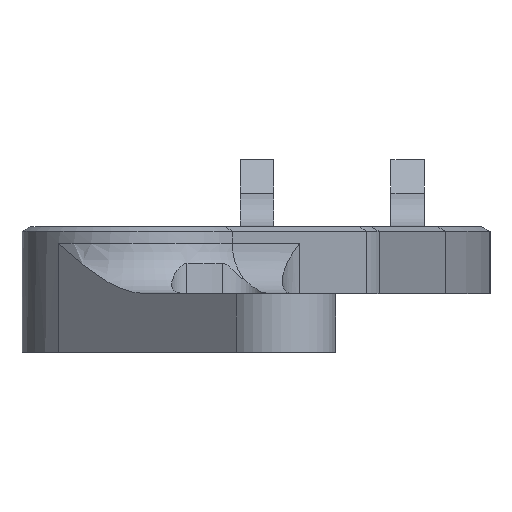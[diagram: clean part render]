
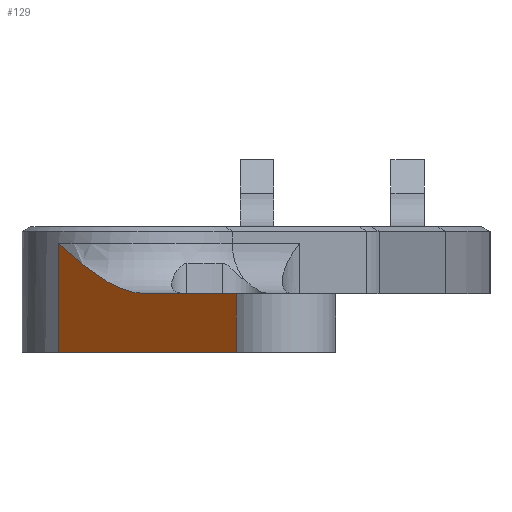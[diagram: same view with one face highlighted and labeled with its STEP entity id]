
A CAD part, left-side view. The second image highlights one B-rep face of the part: STEP entity #129.
In plain terms, the highlighted planar face has unit normal (-0.727, 0.687, 0).
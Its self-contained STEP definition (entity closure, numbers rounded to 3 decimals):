
#129=ADVANCED_FACE('',(#328),#329,.T.);
#328=FACE_OUTER_BOUND('',#621,.T.);
#329=PLANE('',#622);
#621=EDGE_LOOP('',(#908,#909,#910,#911,#912));
#622=AXIS2_PLACEMENT_3D('',#913,#914,#915);
#908=ORIENTED_EDGE('',*,*,#1759,.F.);
#909=ORIENTED_EDGE('',*,*,#1760,.T.);
#910=ORIENTED_EDGE('',*,*,#1761,.F.);
#911=ORIENTED_EDGE('',*,*,#1762,.T.);
#912=ORIENTED_EDGE('',*,*,#1763,.T.);
#913=CARTESIAN_POINT('',(966.263,1200.508,-7.0));
#914=DIRECTION('',(-0.727,0.687,0.0));
#915=DIRECTION('',(0.687,0.727,0.0));
#1759=EDGE_CURVE('',#2096,#2097,#2098,.T.);
#1760=EDGE_CURVE('',#2096,#2099,#2100,.T.);
#1761=EDGE_CURVE('',#2101,#2099,#2102,.T.);
#1762=EDGE_CURVE('',#2101,#2103,#2104,.T.);
#1763=EDGE_CURVE('',#2103,#2097,#2105,.T.);
#2096=VERTEX_POINT('',#2597);
#2097=VERTEX_POINT('',#2598);
#2098=LINE('',#2599,#2600);
#2099=VERTEX_POINT('',#2601);
#2100=B_SPLINE_CURVE_WITH_KNOTS('',3,(#2602,#2603,#2604,#2605,#2606,#2607,#2608,#2609,#2610,#2611,#2612,#2613,#2614,#2615,#2616,#2617),.UNSPECIFIED.,.F.,.F.,(4,2,2,2,2,2,2,4),(0.0,0.002,0.004,0.006,0.008,0.012,0.014,0.016),.UNSPECIFIED.);
#2101=VERTEX_POINT('',#2618);
#2102=LINE('',#2619,#2620);
#2103=VERTEX_POINT('',#2621);
#2104=LINE('',#2622,#2623);
#2105=LINE('',#2624,#2625);
#2597=CARTESIAN_POINT('',(956.451,1190.129,0.0));
#2598=CARTESIAN_POINT('',(946.223,1179.309,0.0));
#2599=CARTESIAN_POINT('',(966.263,1200.508,0.0));
#2600=VECTOR('',#3392,1.0);
#2601=CARTESIAN_POINT('',(966.263,1200.508,6.0));
#2602=CARTESIAN_POINT('',(956.451,1190.129,0.0));
#2603=CARTESIAN_POINT('',(956.908,1190.612,0.));
#2604=CARTESIAN_POINT('',(957.358,1191.088,0.056));
#2605=CARTESIAN_POINT('',(958.248,1192.03,0.254));
#2606=CARTESIAN_POINT('',(958.688,1192.496,0.397));
#2607=CARTESIAN_POINT('',(959.56,1193.418,0.755));
#2608=CARTESIAN_POINT('',(959.992,1193.874,0.97));
#2609=CARTESIAN_POINT('',(960.831,1194.762,1.449));
#2610=CARTESIAN_POINT('',(961.241,1195.196,1.713));
#2611=CARTESIAN_POINT('',(962.451,1196.476,2.564));
#2612=CARTESIAN_POINT('',(963.229,1197.299,3.208));
#2613=CARTESIAN_POINT('',(964.377,1198.513,4.227));
#2614=CARTESIAN_POINT('',(964.756,1198.914,4.577));
#2615=CARTESIAN_POINT('',(965.511,1199.713,5.284));
#2616=CARTESIAN_POINT('',(965.886,1200.109,5.641));
#2617=CARTESIAN_POINT('',(966.263,1200.508,6.0));
#2618=CARTESIAN_POINT('',(966.263,1200.508,-7.0));
#2619=CARTESIAN_POINT('',(966.263,1200.508,-7.0));
#2620=VECTOR('',#3393,1.0);
#2621=CARTESIAN_POINT('',(946.223,1179.309,-7.0));
#2622=CARTESIAN_POINT('',(966.263,1200.508,-7.0));
#2623=VECTOR('',#3394,1.0);
#2624=CARTESIAN_POINT('',(946.223,1179.309,-7.0));
#2625=VECTOR('',#3395,1.0);
#3392=DIRECTION('',(-0.687,-0.727,0.0));
#3393=DIRECTION('',(0.0,0.0,1.0));
#3394=DIRECTION('',(-0.687,-0.727,0.0));
#3395=DIRECTION('',(0.0,0.0,1.0));
